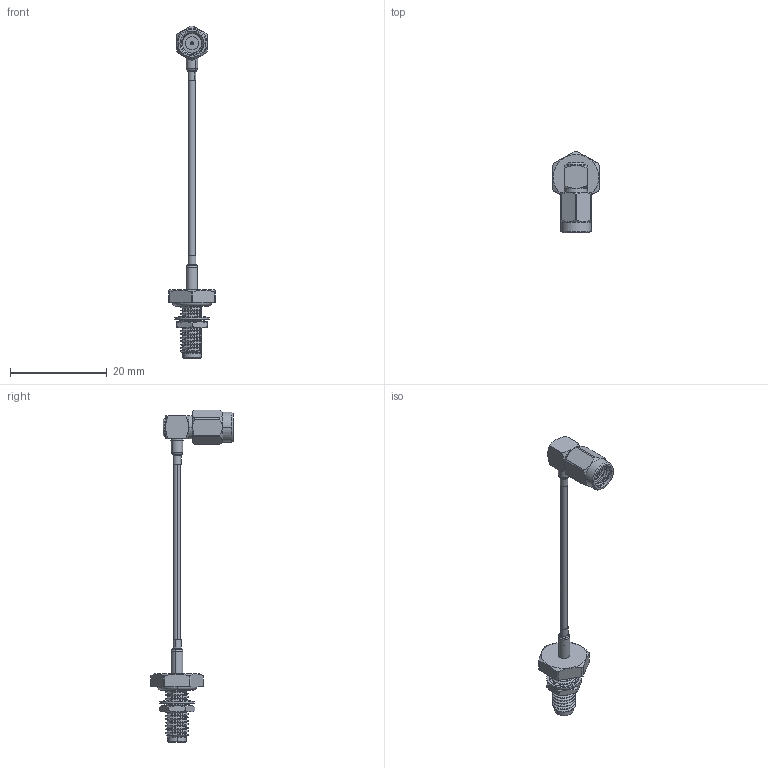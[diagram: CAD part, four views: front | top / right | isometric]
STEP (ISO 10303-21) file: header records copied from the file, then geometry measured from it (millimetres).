
FILE_DESCRIPTION (( 'STEP AP214' ), '1' );
FILE_NAME ('FMCA9979_3D.step', '2024-01-19T19:35:28', ( '' ), ( '' ), 'SwSTEP 2.0', 'SolidWorks 2022', '' );
FILE_SCHEMA (( 'AUTOMOTIVE_DESIGN' ));
Length unit declared in the file: inch
Products named in the file (6): Copy of Heatshrink_047_long_240177^FMCA9979; FMCA9979_3D; Copy of FMCN1865^FMCA9979; Copy of PE-P047 Cable New^FMCA9979; Copy of FMCN1867^FMCA9979; Copy of Heatshrink_047_240177^FMCA9979
Assembly tree (5 placements, depth 2):
  FMCA9979_3D
    Copy of PE-P047 Cable New^FMCA9979
    Copy of Heatshrink_047_240177^FMCA9979
    Copy of FMCN1865^FMCA9979
    Copy of Heatshrink_047_long_240177^FMCA9979
    Copy of FMCN1867^FMCA9979
Bounding box: 9.53 x 16.98 x 68.7 mm (x, y, z)
Volume: 864.7 mm3; surface area: 1594.1 mm2
Topology: 8 solids, 9 shells, 352 faces, 914 edges, 594 vertices
Faces by surface type: cylinder 115, bspline 97, plane 68, cone 60, torus 12
Entity records: 30911 total; most frequent: CARTESIAN_POINT 23028, ORIENTED_EDGE 1828, DIRECTION 1258, EDGE_CURVE 914, VERTEX_POINT 594, AXIS2_PLACEMENT_3D 518, EDGE_LOOP 372, ADVANCED_FACE 352
